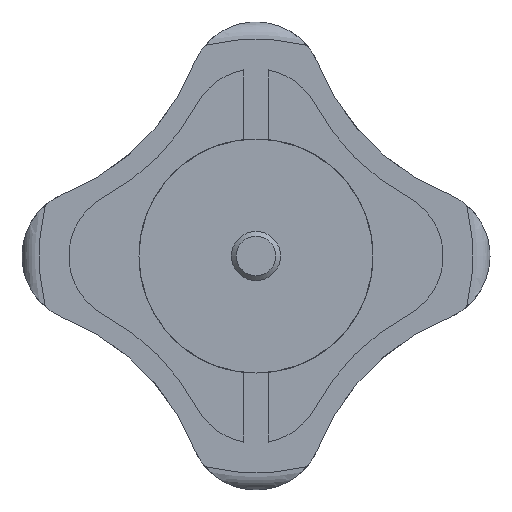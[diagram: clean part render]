
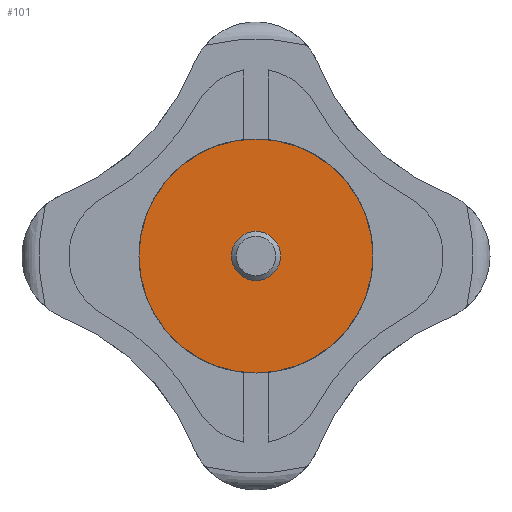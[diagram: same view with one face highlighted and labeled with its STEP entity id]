
A CAD part, front view. The second image highlights one B-rep face of the part: STEP entity #101.
In plain terms, the highlighted planar face has unit normal (0, -1, 0).
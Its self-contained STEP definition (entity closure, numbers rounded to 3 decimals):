
#101 = ADVANCED_FACE( '', ( #222, #223 ), #224, .F. );
#222 = FACE_BOUND( '', #366, .T. );
#223 = FACE_OUTER_BOUND( '', #367, .T. );
#224 = PLANE( '', #368 );
#366 = EDGE_LOOP( '', ( #601 ) );
#367 = EDGE_LOOP( '', ( #602 ) );
#368 = AXIS2_PLACEMENT_3D( '', #603, #604, #605 );
#601 = ORIENTED_EDGE( '', *, *, #939, .F. );
#602 = ORIENTED_EDGE( '', *, *, #932, .T. );
#603 = CARTESIAN_POINT( '', ( 19.05, 0., 0. ) );
#604 = DIRECTION( '', ( 0., 1., 0. ) );
#605 = DIRECTION( '', ( 0., 0., 1. ) );
#932 = EDGE_CURVE( '', #1148, #1148, #1149, .T. );
#939 = EDGE_CURVE( '', #1159, #1159, #1160, .F. );
#1148 = VERTEX_POINT( '', #1705 );
#1149 = CIRCLE( '', #1706, 19.05 );
#1159 = VERTEX_POINT( '', #1718 );
#1160 = CIRCLE( '', #1719, 4. );
#1705 = CARTESIAN_POINT( '', ( 0., 0., -19.05 ) );
#1706 = AXIS2_PLACEMENT_3D( '', #1998, #1999, #2000 );
#1718 = CARTESIAN_POINT( '', ( 0., 0., 4. ) );
#1719 = AXIS2_PLACEMENT_3D( '', #2009, #2010, #2011 );
#1998 = CARTESIAN_POINT( '', ( 0., 0., 0. ) );
#1999 = DIRECTION( '', ( 0., -1., 0. ) );
#2000 = DIRECTION( '', ( 0., 0., -1. ) );
#2009 = CARTESIAN_POINT( '', ( 0., 0., 0. ) );
#2010 = DIRECTION( '', ( 0., 1., 0. ) );
#2011 = DIRECTION( '', ( 0., 0., 1. ) );
